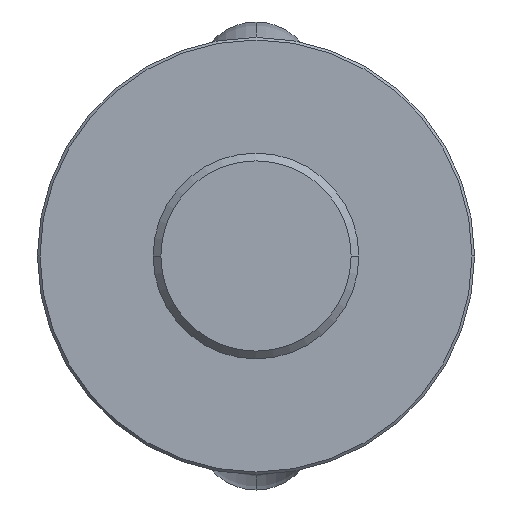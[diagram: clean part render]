
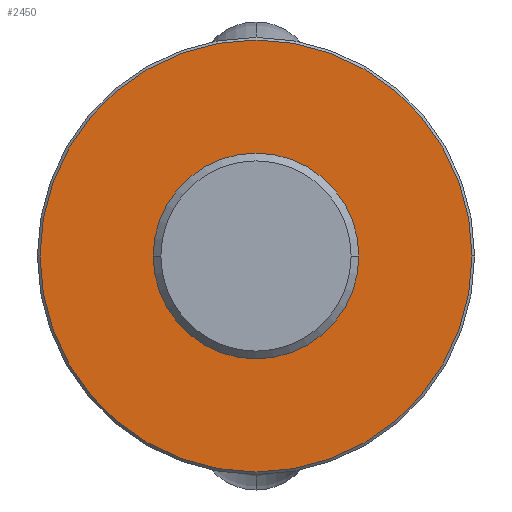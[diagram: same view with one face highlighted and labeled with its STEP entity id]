
A CAD part, front view. The second image highlights one B-rep face of the part: STEP entity #2450.
In plain terms, the highlighted planar face has unit normal (0, -1, 0).
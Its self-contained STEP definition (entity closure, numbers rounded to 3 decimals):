
#5=CARTESIAN_POINT('',(0.,0.,0.));
#6=DIRECTION('',(0.,1.,0.));
#7=DIRECTION('',(1.,0.,0.));
#8=AXIS2_PLACEMENT_3D('',#5,#6,#7);
#14=CARTESIAN_POINT('',(0.,0.,0.));
#15=DIRECTION('',(0.,-1.,0.));
#16=DIRECTION('',(1.,0.,0.));
#17=AXIS2_PLACEMENT_3D('',#14,#15,#16);
#52=CARTESIAN_POINT('',(0.,0.,0.));
#53=DIRECTION('',(0.,-1.,0.));
#54=DIRECTION('',(1.,0.,0.));
#55=AXIS2_PLACEMENT_3D('',#52,#53,#54);
#1848=CARTESIAN_POINT('',(0.,0.,0.));
#1849=DIRECTION('',(0.,1.,0.));
#1850=DIRECTION('',(1.,0.,0.));
#1851=AXIS2_PLACEMENT_3D('',#1848,#1849,#1850);
#1905=CARTESIAN_POINT('',(84.,0.,0.));
#1906=CARTESIAN_POINT('',(-84.,0.,0.));
#1907=VERTEX_POINT('',#1905);
#1908=VERTEX_POINT('',#1906);
#1957=CARTESIAN_POINT('',(40.,0.,0.));
#1959=VERTEX_POINT('',#1957);
#1963=CARTESIAN_POINT('',(-40.,0.,0.));
#1965=VERTEX_POINT('',#1963);
#2433=CARTESIAN_POINT('',(0.,0.,0.));
#2434=DIRECTION('',(0.,-1.,0.));
#2435=DIRECTION('',(-1.,0.,0.));
#2436=AXIS2_PLACEMENT_3D('',#2433,#2434,#2435);
#2437=PLANE('',#2436);
#2439=ORIENTED_EDGE('',*,*,#2438,.F.);
#2441=ORIENTED_EDGE('',*,*,#2440,.T.);
#2442=EDGE_LOOP('',(#2439,#2441));
#2443=FACE_OUTER_BOUND('',#2442,.F.);
#2445=ORIENTED_EDGE('',*,*,#2444,.F.);
#2447=ORIENTED_EDGE('',*,*,#2446,.T.);
#2448=EDGE_LOOP('',(#2445,#2447));
#2449=FACE_BOUND('',#2448,.F.);
#2450=ADVANCED_FACE('',(#2443,#2449),#2437,.T.);
#9=CIRCLE('',#8,40.);
#18=CIRCLE('',#17,40.);
#56=CIRCLE('',#55,84.);
#1852=CIRCLE('',#1851,84.);
#2438=EDGE_CURVE('',#1907,#1908,#56,.T.);
#2440=EDGE_CURVE('',#1907,#1908,#1852,.T.);
#2444=EDGE_CURVE('',#1959,#1965,#9,.T.);
#2446=EDGE_CURVE('',#1959,#1965,#18,.T.);
